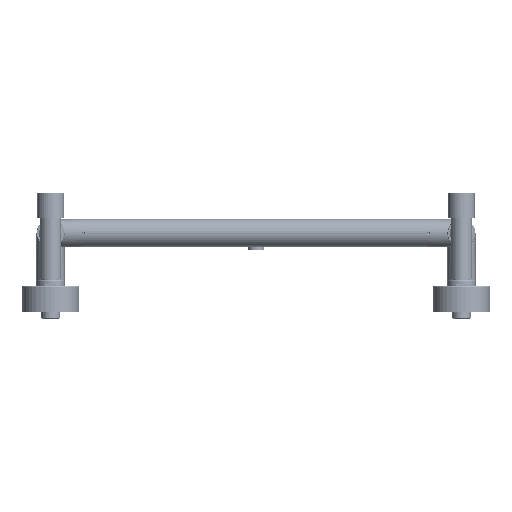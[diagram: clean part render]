
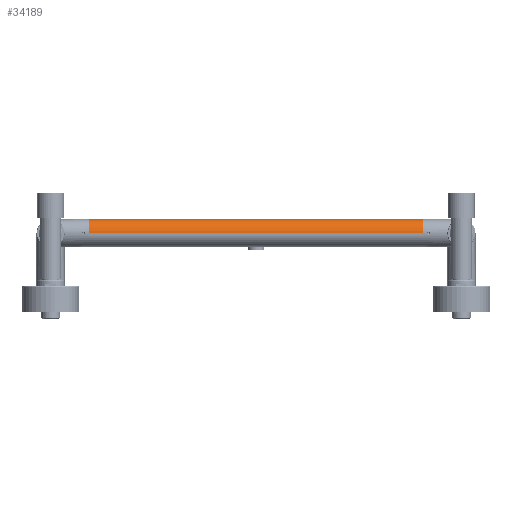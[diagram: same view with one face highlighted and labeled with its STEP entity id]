
A CAD part, front view. The second image highlights one B-rep face of the part: STEP entity #34189.
In plain terms, the highlighted cylindrical face has radius 16 mm (diameter 32 mm), a partial arc.
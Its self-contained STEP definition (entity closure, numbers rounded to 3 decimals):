
#34005=CARTESIAN_POINT('',(0.,-190.,0.));
#34006=DIRECTION('',(0.,1.,0.));
#34007=DIRECTION('',(-1.,0.,0.));
#34008=AXIS2_PLACEMENT_3D('',#34005,#34006,#34007);
#34020=DIRECTION('',(0.,1.,0.));
#34021=VECTOR('',#34020,380.);
#34022=CARTESIAN_POINT('',(16.,-190.,0.));
#34023=LINE('',#34022,#34021);
#34024=DIRECTION('',(0.,1.,0.));
#34025=VECTOR('',#34024,380.);
#34026=CARTESIAN_POINT('',(-16.,-190.,0.));
#34027=LINE('',#34026,#34025);
#34033=CARTESIAN_POINT('',(0.,190.,0.));
#34034=DIRECTION('',(0.,1.,0.));
#34035=DIRECTION('',(-1.,0.,0.));
#34036=AXIS2_PLACEMENT_3D('',#34033,#34034,#34035);
#34112=CARTESIAN_POINT('',(16.,-190.,0.));
#34113=CARTESIAN_POINT('',(-16.,-190.,0.));
#34114=VERTEX_POINT('',#34112);
#34115=VERTEX_POINT('',#34113);
#34116=CARTESIAN_POINT('',(16.,190.,0.));
#34117=CARTESIAN_POINT('',(-16.,190.,0.));
#34118=VERTEX_POINT('',#34116);
#34119=VERTEX_POINT('',#34117);
#34177=CARTESIAN_POINT('',(0.,-190.,0.));
#34178=DIRECTION('',(0.,1.,0.));
#34179=DIRECTION('',(1.,0.,0.));
#34180=AXIS2_PLACEMENT_3D('',#34177,#34178,#34179);
#34181=CYLINDRICAL_SURFACE('',#34180,16.);
#34182=ORIENTED_EDGE('',*,*,#34151,.F.);
#34183=ORIENTED_EDGE('',*,*,#34172,.T.);
#34185=ORIENTED_EDGE('',*,*,#34184,.T.);
#34186=ORIENTED_EDGE('',*,*,#34168,.F.);
#34187=EDGE_LOOP('',(#34182,#34183,#34185,#34186));
#34188=FACE_OUTER_BOUND('',#34187,.F.);
#34189=ADVANCED_FACE('',(#34188),#34181,.T.);
#34009=CIRCLE('',#34008,16.);
#34037=CIRCLE('',#34036,16.);
#34151=EDGE_CURVE('',#34115,#34114,#34009,.T.);
#34168=EDGE_CURVE('',#34114,#34118,#34023,.T.);
#34172=EDGE_CURVE('',#34115,#34119,#34027,.T.);
#34184=EDGE_CURVE('',#34119,#34118,#34037,.T.);
